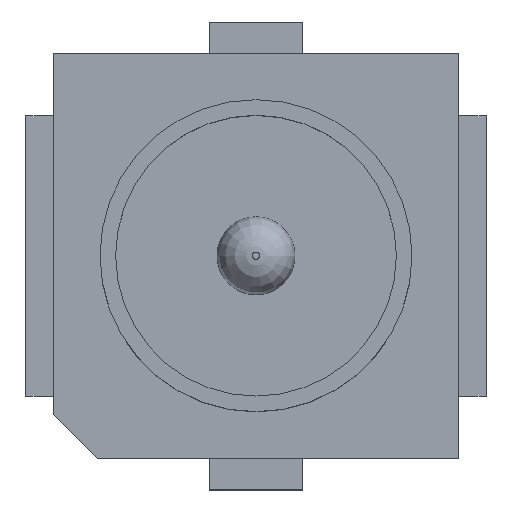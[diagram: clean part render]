
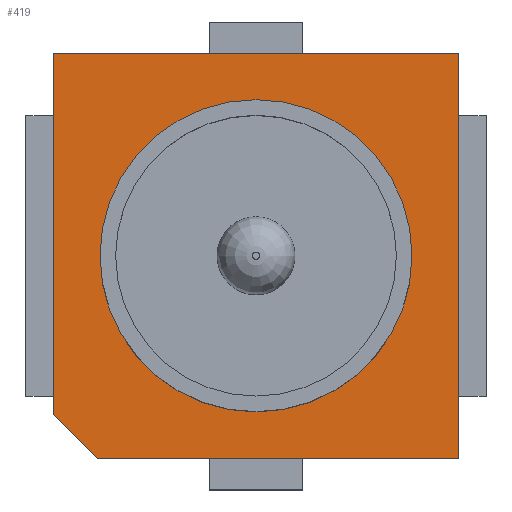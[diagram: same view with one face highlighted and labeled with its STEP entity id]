
A CAD part, top view. The second image highlights one B-rep face of the part: STEP entity #419.
In plain terms, the highlighted planar face has unit normal (0, 0, 1).
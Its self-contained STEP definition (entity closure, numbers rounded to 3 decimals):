
#166 = VERTEX_POINT('',#167);
#167 = CARTESIAN_POINT('',(1.3,-1.3,0.37));
#173 = EDGE_CURVE('',#166,#174,#176,.T.);
#174 = VERTEX_POINT('',#175);
#175 = CARTESIAN_POINT('',(1.3,1.3,0.37));
#176 = LINE('',#177,#178);
#177 = CARTESIAN_POINT('',(1.3,-1.3,0.37));
#178 = VECTOR('',#179,1.);
#179 = DIRECTION('',(0.,1.,0.));
#378 = EDGE_CURVE('',#174,#379,#381,.T.);
#379 = VERTEX_POINT('',#380);
#380 = CARTESIAN_POINT('',(-1.3,1.3,0.37));
#381 = LINE('',#382,#383);
#382 = CARTESIAN_POINT('',(1.3,1.3,0.37));
#383 = VECTOR('',#384,1.);
#384 = DIRECTION('',(-1.,0.,0.));
#419 = ADVANCED_FACE('',(#420,#446),#457,.T.);
#420 = FACE_BOUND('',#421,.T.);
#421 = EDGE_LOOP('',(#422,#432,#438,#439,#440));
#422 = ORIENTED_EDGE('',*,*,#423,.F.);
#423 = EDGE_CURVE('',#424,#426,#428,.T.);
#424 = VERTEX_POINT('',#425);
#425 = CARTESIAN_POINT('',(-1.017,-1.3,0.37));
#426 = VERTEX_POINT('',#427);
#427 = CARTESIAN_POINT('',(-1.3,-1.017,0.37));
#428 = LINE('',#429,#430);
#429 = CARTESIAN_POINT('',(-0.239,-2.078,0.37));
#430 = VECTOR('',#431,1.);
#431 = DIRECTION('',(-0.707,0.707,0.));
#432 = ORIENTED_EDGE('',*,*,#433,.T.);
#433 = EDGE_CURVE('',#424,#166,#434,.T.);
#434 = LINE('',#435,#436);
#435 = CARTESIAN_POINT('',(-1.3,-1.3,0.37));
#436 = VECTOR('',#437,1.);
#437 = DIRECTION('',(1.,0.,0.));
#438 = ORIENTED_EDGE('',*,*,#173,.T.);
#439 = ORIENTED_EDGE('',*,*,#378,.T.);
#440 = ORIENTED_EDGE('',*,*,#441,.T.);
#441 = EDGE_CURVE('',#379,#426,#442,.T.);
#442 = LINE('',#443,#444);
#443 = CARTESIAN_POINT('',(-1.3,1.3,0.37));
#444 = VECTOR('',#445,1.);
#445 = DIRECTION('',(0.,-1.,0.));
#446 = FACE_BOUND('',#447,.T.);
#447 = EDGE_LOOP('',(#448));
#448 = ORIENTED_EDGE('',*,*,#449,.F.);
#449 = EDGE_CURVE('',#450,#450,#452,.T.);
#450 = VERTEX_POINT('',#451);
#451 = CARTESIAN_POINT('',(1.,0.,0.37));
#452 = CIRCLE('',#453,1.);
#453 = AXIS2_PLACEMENT_3D('',#454,#455,#456);
#454 = CARTESIAN_POINT('',(0.,0.,0.37));
#455 = DIRECTION('',(0.,0.,1.));
#456 = DIRECTION('',(1.,0.,0.));
#457 = PLANE('',#458);
#458 = AXIS2_PLACEMENT_3D('',#459,#460,#461);
#459 = CARTESIAN_POINT('',(0.,0.,0.37
));
#460 = DIRECTION('',(0.,0.,1.));
#461 = DIRECTION('',(1.,0.,0.));
